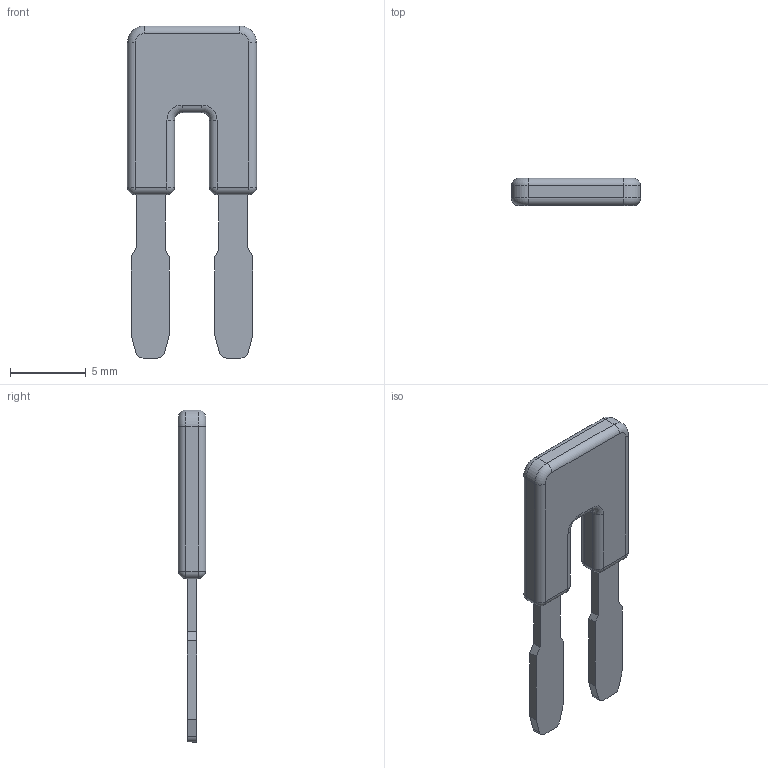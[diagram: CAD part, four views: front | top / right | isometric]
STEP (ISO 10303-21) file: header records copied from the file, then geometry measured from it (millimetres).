
FILE_DESCRIPTION(('CATIA V5R22 STEP214','CAx-IF Rec.Pracs.--- Model Styling and Organization---1.4--- 2014-01-23'),'2;1');
FILE_NAME ('018551-2_0', '2021-06-23T09:26:56+00:00', ('Weidmueller Interface'), ('Weidmueller'), 'CATIA Version 5-6 Release 2016 SP3 HF44', 'CATIA V5 STEP AP214', 'none');
FILE_SCHEMA(('AUTOMOTIVE_DESIGN { 1 0 10303 214 1 1 1 1 }'));
Length unit declared in the file: millimetre
Products named in the file (1): 1677120000
Bounding box: 8.5 x 1.8 x 21.85 mm (x, y, z)
Volume: 170 mm3; surface area: 353.7 mm2
Topology: 3 solids, 3 shells, 78 faces, 184 edges, 104 vertices
Faces by surface type: plane 34, cylinder 28, sphere 8, torus 8
Entity records: 2094 total; most frequent: CARTESIAN_POINT 355, ORIENTED_EDGE 352, DIRECTION 324, EDGE_CURVE 176, AXIS2_PLACEMENT_3D 139, VECTOR 112, LINE 112, VERTEX_POINT 104
